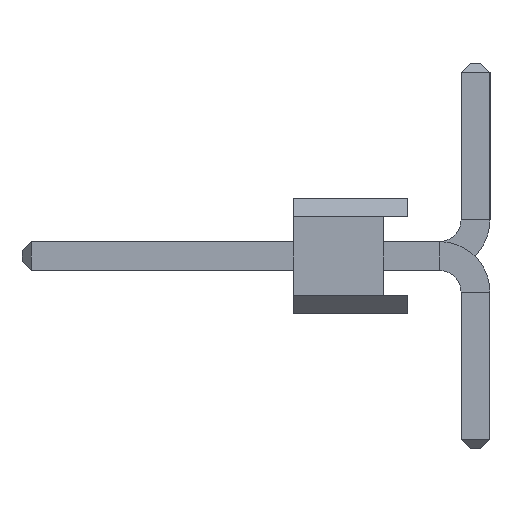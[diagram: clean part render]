
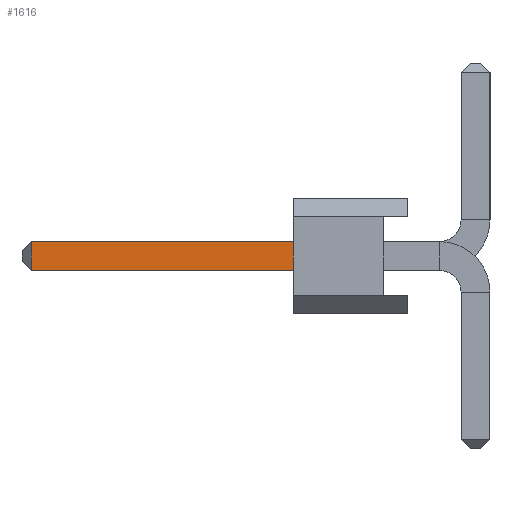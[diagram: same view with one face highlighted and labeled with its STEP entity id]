
A CAD part, left-side view. The second image highlights one B-rep face of the part: STEP entity #1616.
In plain terms, the highlighted planar face has unit normal (-1, 0, 0).
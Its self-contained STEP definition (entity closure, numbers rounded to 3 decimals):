
#18 = EDGE_CURVE ( 'NONE', #1756, #1743, #848, .T. ) ;
#78 = VERTEX_POINT ( 'NONE', #579 ) ;
#95 = DIRECTION ( 'NONE',  ( 0., 0., -1. ) ) ;
#106 = DIRECTION ( 'NONE',  ( 0., 0., 1. ) ) ;
#294 = DIRECTION ( 'NONE',  ( 0., 0., -1. ) ) ;
#318 = FACE_OUTER_BOUND ( 'NONE', #580, .T. ) ;
#377 = LINE ( 'NONE', #1596, #1505 ) ;
#465 = ORIENTED_EDGE ( 'NONE', *, *, #18, .T. ) ;
#487 = VECTOR ( 'NONE', #95, 1000. ) ;
#527 = VERTEX_POINT ( 'NONE', #1520 ) ;
#558 = LINE ( 'NONE', #630, #1087 ) ;
#579 = CARTESIAN_POINT ( 'NONE',  ( -0.32, 2.54, -0.32 ) ) ;
#580 = EDGE_LOOP ( 'NONE', ( #842, #465, #649, #947 ) ) ;
#630 = CARTESIAN_POINT ( 'NONE',  ( -0.32, -0.7, 0.32 ) ) ;
#649 = ORIENTED_EDGE ( 'NONE', *, *, #1472, .F. ) ;
#706 = AXIS2_PLACEMENT_3D ( 'NONE', #1279, #1437, #106 ) ;
#764 = DIRECTION ( 'NONE',  ( 0., 1., 0. ) ) ;
#780 = LINE ( 'NONE', #1283, #487 ) ;
#842 = ORIENTED_EDGE ( 'NONE', *, *, #1119, .T. ) ;
#848 = LINE ( 'NONE', #1739, #1828 ) ;
#860 = CARTESIAN_POINT ( 'NONE',  ( -0.32, 8.34, 0.32 ) ) ;
#947 = ORIENTED_EDGE ( 'NONE', *, *, #1392, .F. ) ;
#1087 = VECTOR ( 'NONE', #764, 1000. ) ;
#1119 = EDGE_CURVE ( 'NONE', #527, #1756, #558, .T. ) ;
#1279 = CARTESIAN_POINT ( 'NONE',  ( -0.32, -0.7, -0.32 ) ) ;
#1283 = CARTESIAN_POINT ( 'NONE',  ( -0.32, 2.54, 0. ) ) ;
#1392 = EDGE_CURVE ( 'NONE', #527, #78, #780, .T. ) ;
#1437 = DIRECTION ( 'NONE',  ( -1., 0., 0. ) ) ;
#1451 = DIRECTION ( 'NONE',  ( 0., 1., 0. ) ) ;
#1472 = EDGE_CURVE ( 'NONE', #78, #1743, #377, .T. ) ;
#1505 = VECTOR ( 'NONE', #1451, 1000. ) ;
#1520 = CARTESIAN_POINT ( 'NONE',  ( -0.32, 2.54, 0.32 ) ) ;
#1563 = CARTESIAN_POINT ( 'NONE',  ( -0.32, 8.34, -0.32 ) ) ;
#1596 = CARTESIAN_POINT ( 'NONE',  ( -0.32, -0.7, -0.32 ) ) ;
#1616 = ADVANCED_FACE ( 'NONE', ( #318 ), #1723, .T. ) ;
#1723 = PLANE ( 'NONE',  #706 ) ;
#1739 = CARTESIAN_POINT ( 'NONE',  ( -0.32, 8.34, -0.32 ) ) ;
#1743 = VERTEX_POINT ( 'NONE', #1563 ) ;
#1756 = VERTEX_POINT ( 'NONE', #860 ) ;
#1828 = VECTOR ( 'NONE', #294, 1000. ) ;
